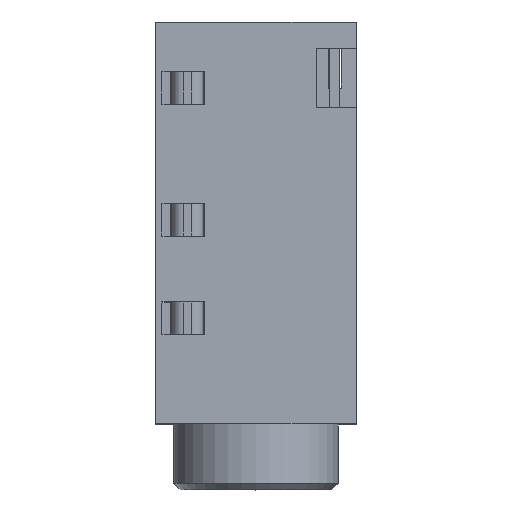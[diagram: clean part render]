
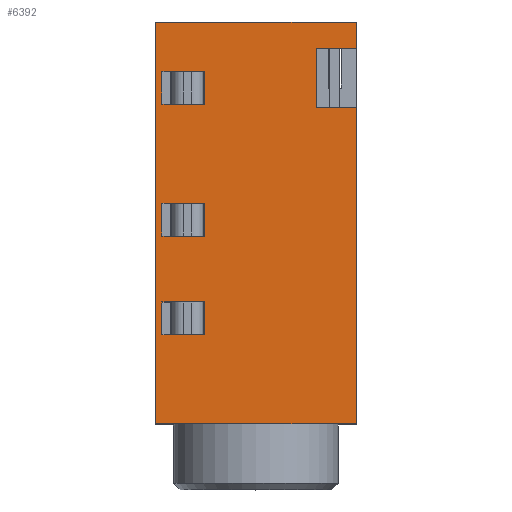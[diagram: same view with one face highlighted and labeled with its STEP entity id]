
A CAD part, top view. The second image highlights one B-rep face of the part: STEP entity #6392.
In plain terms, the highlighted planar face has unit normal (0, 0, 1).
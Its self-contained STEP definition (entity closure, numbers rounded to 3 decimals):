
#324=FACE_BOUND('',#855,.T.);
#325=FACE_BOUND('',#856,.T.);
#326=FACE_BOUND('',#857,.T.);
#505=FACE_OUTER_BOUND('',#854,.T.);
#854=EDGE_LOOP('',(#4510,#4511,#4512,#4513,#4514,#4515,#4516,#4517,#4518));
#855=EDGE_LOOP('',(#4519,#4520,#4521,#4522));
#856=EDGE_LOOP('',(#4523,#4524,#4525,#4526));
#857=EDGE_LOOP('',(#4527,#4528,#4529,#4530));
#1253=LINE('',#8839,#1909);
#1257=LINE('',#8847,#1913);
#1363=LINE('',#9357,#2019);
#1370=LINE('',#9371,#2026);
#1373=LINE('',#9377,#2029);
#1374=LINE('',#9379,#2030);
#1376=LINE('',#9383,#2032);
#1377=LINE('',#9385,#2033);
#1378=LINE('',#9386,#2034);
#1379=LINE('',#9389,#2035);
#1380=LINE('',#9391,#2036);
#1381=LINE('',#9393,#2037);
#1382=LINE('',#9394,#2038);
#1383=LINE('',#9397,#2039);
#1384=LINE('',#9399,#2040);
#1385=LINE('',#9401,#2041);
#1386=LINE('',#9402,#2042);
#1387=LINE('',#9405,#2043);
#1388=LINE('',#9407,#2044);
#1389=LINE('',#9409,#2045);
#1390=LINE('',#9410,#2046);
#1909=VECTOR('',#7425,1000.);
#1913=VECTOR('',#7429,1000.);
#2019=VECTOR('',#7605,1000.);
#2026=VECTOR('',#7614,1000.);
#2029=VECTOR('',#7619,1000.);
#2030=VECTOR('',#7622,1000.);
#2032=VECTOR('',#7626,1000.);
#2033=VECTOR('',#7627,1000.);
#2034=VECTOR('',#7628,1000.);
#2035=VECTOR('',#7629,1000.);
#2036=VECTOR('',#7630,1000.);
#2037=VECTOR('',#7631,1000.);
#2038=VECTOR('',#7632,1000.);
#2039=VECTOR('',#7633,1000.);
#2040=VECTOR('',#7634,1000.);
#2041=VECTOR('',#7635,1000.);
#2042=VECTOR('',#7636,1000.);
#2043=VECTOR('',#7637,1000.);
#2044=VECTOR('',#7638,1000.);
#2045=VECTOR('',#7639,1000.);
#2046=VECTOR('',#7640,1000.);
#2562=VERTEX_POINT('',#8827);
#2566=VERTEX_POINT('',#8836);
#2567=VERTEX_POINT('',#8838);
#2570=VERTEX_POINT('',#8844);
#2571=VERTEX_POINT('',#8846);
#2758=VERTEX_POINT('',#9369);
#2760=VERTEX_POINT('',#9375);
#2761=VERTEX_POINT('',#9382);
#2762=VERTEX_POINT('',#9384);
#2763=VERTEX_POINT('',#9387);
#2764=VERTEX_POINT('',#9388);
#2765=VERTEX_POINT('',#9390);
#2766=VERTEX_POINT('',#9392);
#2767=VERTEX_POINT('',#9395);
#2768=VERTEX_POINT('',#9396);
#2769=VERTEX_POINT('',#9398);
#2770=VERTEX_POINT('',#9400);
#2771=VERTEX_POINT('',#9403);
#2772=VERTEX_POINT('',#9404);
#2773=VERTEX_POINT('',#9406);
#2774=VERTEX_POINT('',#9408);
#3229=EDGE_CURVE('',#2567,#2566,#1253,.T.);
#3233=EDGE_CURVE('',#2571,#2570,#1257,.T.);
#3417=EDGE_CURVE('',#2562,#2567,#1363,.T.);
#3424=EDGE_CURVE('',#2570,#2758,#1370,.T.);
#3427=EDGE_CURVE('',#2758,#2760,#1373,.T.);
#3428=EDGE_CURVE('',#2760,#2562,#1374,.T.);
#3430=EDGE_CURVE('',#2761,#2566,#1376,.T.);
#3431=EDGE_CURVE('',#2762,#2761,#1377,.T.);
#3432=EDGE_CURVE('',#2571,#2762,#1378,.T.);
#3433=EDGE_CURVE('',#2763,#2764,#1379,.T.);
#3434=EDGE_CURVE('',#2765,#2763,#1380,.T.);
#3435=EDGE_CURVE('',#2766,#2765,#1381,.T.);
#3436=EDGE_CURVE('',#2764,#2766,#1382,.T.);
#3437=EDGE_CURVE('',#2767,#2768,#1383,.T.);
#3438=EDGE_CURVE('',#2769,#2767,#1384,.T.);
#3439=EDGE_CURVE('',#2770,#2769,#1385,.T.);
#3440=EDGE_CURVE('',#2768,#2770,#1386,.T.);
#3441=EDGE_CURVE('',#2771,#2772,#1387,.T.);
#3442=EDGE_CURVE('',#2773,#2771,#1388,.T.);
#3443=EDGE_CURVE('',#2774,#2773,#1389,.T.);
#3444=EDGE_CURVE('',#2772,#2774,#1390,.T.);
#4510=ORIENTED_EDGE('',*,*,#3430,.F.);
#4511=ORIENTED_EDGE('',*,*,#3431,.F.);
#4512=ORIENTED_EDGE('',*,*,#3432,.F.);
#4513=ORIENTED_EDGE('',*,*,#3233,.T.);
#4514=ORIENTED_EDGE('',*,*,#3424,.T.);
#4515=ORIENTED_EDGE('',*,*,#3427,.T.);
#4516=ORIENTED_EDGE('',*,*,#3428,.T.);
#4517=ORIENTED_EDGE('',*,*,#3417,.T.);
#4518=ORIENTED_EDGE('',*,*,#3229,.T.);
#4519=ORIENTED_EDGE('',*,*,#3433,.F.);
#4520=ORIENTED_EDGE('',*,*,#3434,.F.);
#4521=ORIENTED_EDGE('',*,*,#3435,.F.);
#4522=ORIENTED_EDGE('',*,*,#3436,.F.);
#4523=ORIENTED_EDGE('',*,*,#3437,.F.);
#4524=ORIENTED_EDGE('',*,*,#3438,.F.);
#4525=ORIENTED_EDGE('',*,*,#3439,.F.);
#4526=ORIENTED_EDGE('',*,*,#3440,.F.);
#4527=ORIENTED_EDGE('',*,*,#3441,.F.);
#4528=ORIENTED_EDGE('',*,*,#3442,.F.);
#4529=ORIENTED_EDGE('',*,*,#3443,.F.);
#4530=ORIENTED_EDGE('',*,*,#3444,.F.);
#5823=PLANE('',#6832);
#6392=ADVANCED_FACE('',(#505,#324,#325,#326),#5823,.T.);
#6832=AXIS2_PLACEMENT_3D('',#9381,#7624,#7625);
#7425=DIRECTION('',(0.,1.,0.));
#7429=DIRECTION('',(0.,1.,0.));
#7605=DIRECTION('',(1.,0.,0.));
#7614=DIRECTION('',(-1.,0.,0.));
#7619=DIRECTION('',(0.,-1.,0.));
#7622=DIRECTION('',(1.,0.,0.));
#7624=DIRECTION('center_axis',(0.,0.,1.));
#7625=DIRECTION('ref_axis',(1.,0.,0.));
#7626=DIRECTION('',(1.,0.,0.));
#7627=DIRECTION('',(0.,-1.,0.));
#7628=DIRECTION('',(-1.,0.,0.));
#7629=DIRECTION('',(0.,-1.,0.));
#7630=DIRECTION('',(-1.,0.,0.));
#7631=DIRECTION('',(0.,1.,0.));
#7632=DIRECTION('',(1.,0.,0.));
#7633=DIRECTION('',(0.,-1.,0.));
#7634=DIRECTION('',(-1.,0.,0.));
#7635=DIRECTION('',(0.,1.,0.));
#7636=DIRECTION('',(1.,0.,0.));
#7637=DIRECTION('',(0.,-1.,0.));
#7638=DIRECTION('',(-1.,0.,0.));
#7639=DIRECTION('',(0.,1.,0.));
#7640=DIRECTION('',(1.,0.,0.));
#8827=CARTESIAN_POINT('',(0.,-5.1,2.5));
#8836=CARTESIAN_POINT('',(3.05,4.5,2.5));
#8838=CARTESIAN_POINT('',(3.05,-5.1,2.5));
#8839=CARTESIAN_POINT('',(3.05,7.1,2.5));
#8844=CARTESIAN_POINT('',(3.05,7.1,2.5));
#8846=CARTESIAN_POINT('',(3.05,6.3,2.5));
#8847=CARTESIAN_POINT('',(3.05,7.1,2.5));
#9357=CARTESIAN_POINT('',(-3.05,-5.1,2.5));
#9369=CARTESIAN_POINT('',(-3.05,7.1,2.5));
#9371=CARTESIAN_POINT('',(-3.05,7.1,2.5));
#9375=CARTESIAN_POINT('',(-3.05,-5.1,2.5));
#9377=CARTESIAN_POINT('',(-3.05,7.1,2.5));
#9379=CARTESIAN_POINT('',(-3.05,-5.1,2.5));
#9381=CARTESIAN_POINT('Origin',(0.,1.,2.5));
#9382=CARTESIAN_POINT('',(1.85,4.5,2.5));
#9383=CARTESIAN_POINT('',(3.05,4.5,2.5));
#9384=CARTESIAN_POINT('',(1.85,6.3,2.5));
#9385=CARTESIAN_POINT('',(1.85,6.3,2.5));
#9386=CARTESIAN_POINT('',(3.05,6.3,2.5));
#9387=CARTESIAN_POINT('',(-2.85,5.6,2.5));
#9388=CARTESIAN_POINT('',(-2.85,4.6,2.5));
#9389=CARTESIAN_POINT('',(-2.85,4.6,2.5));
#9390=CARTESIAN_POINT('',(-1.55,5.6,2.5));
#9391=CARTESIAN_POINT('',(-2.85,5.6,2.5));
#9392=CARTESIAN_POINT('',(-1.55,4.6,2.5));
#9393=CARTESIAN_POINT('',(-1.55,4.6,2.5));
#9394=CARTESIAN_POINT('',(-2.85,4.6,2.5));
#9395=CARTESIAN_POINT('',(-2.85,1.6,2.5));
#9396=CARTESIAN_POINT('',(-2.85,0.6,2.5));
#9397=CARTESIAN_POINT('',(-2.85,0.6,2.5));
#9398=CARTESIAN_POINT('',(-1.55,1.6,2.5));
#9399=CARTESIAN_POINT('',(-2.85,1.6,2.5));
#9400=CARTESIAN_POINT('',(-1.55,0.6,2.5));
#9401=CARTESIAN_POINT('',(-1.55,0.6,2.5));
#9402=CARTESIAN_POINT('',(-2.85,0.6,2.5));
#9403=CARTESIAN_POINT('',(-2.85,-1.4,2.5));
#9404=CARTESIAN_POINT('',(-2.85,-2.4,2.5));
#9405=CARTESIAN_POINT('',(-2.85,-2.4,2.5));
#9406=CARTESIAN_POINT('',(-1.55,-1.4,2.5));
#9407=CARTESIAN_POINT('',(-2.85,-1.4,2.5));
#9408=CARTESIAN_POINT('',(-1.55,-2.4,2.5));
#9409=CARTESIAN_POINT('',(-1.55,-2.4,2.5));
#9410=CARTESIAN_POINT('',(-2.85,-2.4,2.5));
